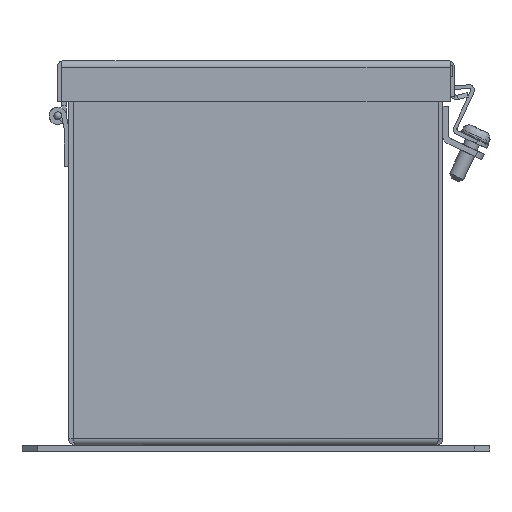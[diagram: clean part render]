
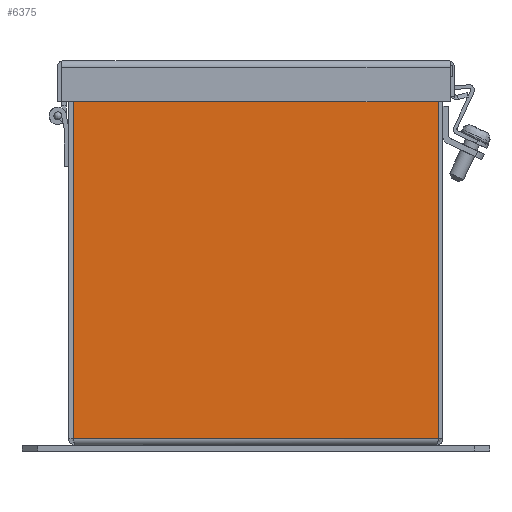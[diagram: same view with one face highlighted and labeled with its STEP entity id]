
A CAD part, left-side view. The second image highlights one B-rep face of the part: STEP entity #6375.
In plain terms, the highlighted planar face has unit normal (-1, 0, 0).
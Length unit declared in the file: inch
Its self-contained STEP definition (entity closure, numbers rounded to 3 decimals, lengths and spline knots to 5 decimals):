
#142 = ORIENTED_EDGE ( 'NONE', *, *, #5529, .F. ) ;
#883 = CARTESIAN_POINT ( 'NONE',  ( -6., -2.92789, 0.108 ) ) ;
#898 = ORIENTED_EDGE ( 'NONE', *, *, #2312, .F. ) ;
#1046 = CARTESIAN_POINT ( 'NONE',  ( -6., 20.406, 0. ) ) ;
#1053 = DIRECTION ( 'NONE',  ( 1., 0., 0. ) ) ;
#1263 = DIRECTION ( 'NONE',  ( 1., 0., 0. ) ) ;
#1579 = VECTOR ( 'NONE', #6411, 39.37008 ) ;
#2109 = DIRECTION ( 'NONE',  ( 0., 0., -1. ) ) ;
#2161 = DIRECTION ( 'NONE',  ( 0., -1., 0. ) ) ;
#2312 = EDGE_CURVE ( 'NONE', #10167, #11058, #5899, .T. ) ;
#2468 = CARTESIAN_POINT ( 'NONE',  ( -6., 20.406, 5.892 ) ) ;
#2635 = CIRCLE ( 'NONE', #11693, 0.25 ) ;
#2830 = LINE ( 'NONE', #5298, #1579 ) ;
#3417 = PLANE ( 'NONE',  #3948 ) ;
#3514 = CARTESIAN_POINT ( 'NONE',  ( -6., 2.92789, 5.82223 ) ) ;
#3666 = DIRECTION ( 'NONE',  ( 0., 0., 1. ) ) ;
#3844 = CARTESIAN_POINT ( 'NONE',  ( -6., -2.892, 0.108 ) ) ;
#3948 = AXIS2_PLACEMENT_3D ( 'NONE', #1046, #1263, #2161 ) ;
#4013 = VERTEX_POINT ( 'NONE', #883 ) ;
#4076 = AXIS2_PLACEMENT_3D ( 'NONE', #10019, #13450, #2109 ) ;
#4646 = CARTESIAN_POINT ( 'NONE',  ( -6., 2.92789, 0. ) ) ;
#5298 = CARTESIAN_POINT ( 'NONE',  ( -6., -2.92789, 0.108 ) ) ;
#5529 = EDGE_CURVE ( 'NONE', #7326, #14196, #12771, .T. ) ;
#5899 = LINE ( 'NONE', #2468, #10677 ) ;
#6375 = ADVANCED_FACE ( 'NONE', ( #10286 ), #3417, .F. ) ;
#6377 = CARTESIAN_POINT ( 'NONE',  ( -6., 2.91796, 5.892 ) ) ;
#6411 = DIRECTION ( 'NONE',  ( 0., 0., 1. ) ) ;
#7326 = VERTEX_POINT ( 'NONE', #12186 ) ;
#7360 = VERTEX_POINT ( 'NONE', #7555 ) ;
#7482 = EDGE_CURVE ( 'NONE', #4013, #7360, #2830, .T. ) ;
#7555 = CARTESIAN_POINT ( 'NONE',  ( -6., -2.92789, 5.82223 ) ) ;
#8616 = ORIENTED_EDGE ( 'NONE', *, *, #10219, .F. ) ;
#8622 = ORIENTED_EDGE ( 'NONE', *, *, #14208, .F. ) ;
#8981 = VECTOR ( 'NONE', #3666, 39.37008 ) ;
#9080 = CIRCLE ( 'NONE', #4076, 0.25 ) ;
#9660 = LINE ( 'NONE', #3844, #12148 ) ;
#10019 = CARTESIAN_POINT ( 'NONE',  ( -6., 2.67789, 5.82223 ) ) ;
#10167 = VERTEX_POINT ( 'NONE', #6377 ) ;
#10169 = EDGE_LOOP ( 'NONE', ( #8622, #142, #8616, #10625, #11303, #898 ) ) ;
#10219 = EDGE_CURVE ( 'NONE', #4013, #7326, #9660, .T. ) ;
#10286 = FACE_OUTER_BOUND ( 'NONE', #10169, .T. ) ;
#10625 = ORIENTED_EDGE ( 'NONE', *, *, #7482, .T. ) ;
#10632 = DIRECTION ( 'NONE',  ( 0., 1., 0. ) ) ;
#10677 = VECTOR ( 'NONE', #13671, 39.37008 ) ;
#11058 = VERTEX_POINT ( 'NONE', #13431 ) ;
#11303 = ORIENTED_EDGE ( 'NONE', *, *, #12147, .F. ) ;
#11486 = CARTESIAN_POINT ( 'NONE',  ( -6., -2.67789, 5.82223 ) ) ;
#11693 = AXIS2_PLACEMENT_3D ( 'NONE', #11486, #1053, #12525 ) ;
#12147 = EDGE_CURVE ( 'NONE', #11058, #7360, #2635, .T. ) ;
#12148 = VECTOR ( 'NONE', #10632, 39.37008 ) ;
#12186 = CARTESIAN_POINT ( 'NONE',  ( -6., 2.92789, 0.108 ) ) ;
#12525 = DIRECTION ( 'NONE',  ( 0., -1., 0. ) ) ;
#12771 = LINE ( 'NONE', #4646, #8981 ) ;
#13431 = CARTESIAN_POINT ( 'NONE',  ( -6., -2.91796, 5.892 ) ) ;
#13450 = DIRECTION ( 'NONE',  ( 1., 0., 0. ) ) ;
#13671 = DIRECTION ( 'NONE',  ( 0., -1., 0. ) ) ;
#14196 = VERTEX_POINT ( 'NONE', #3514 ) ;
#14208 = EDGE_CURVE ( 'NONE', #14196, #10167, #9080, .T. ) ;
